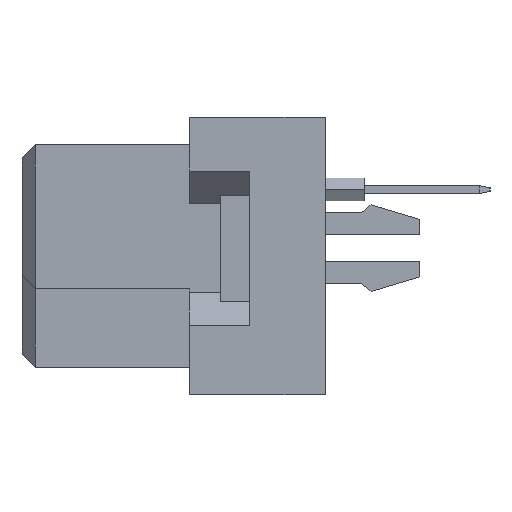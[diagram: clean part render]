
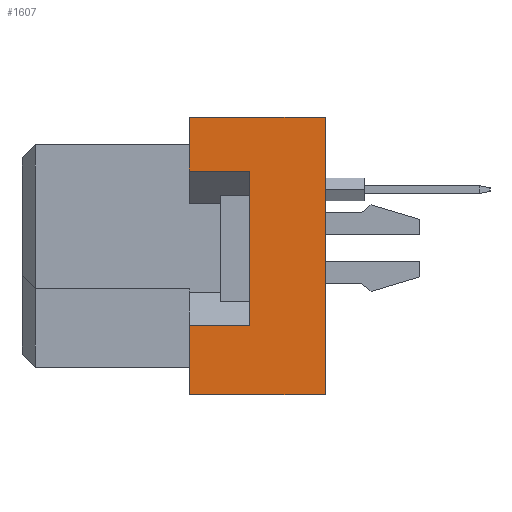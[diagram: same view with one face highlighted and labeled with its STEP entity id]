
A CAD part, left-side view. The second image highlights one B-rep face of the part: STEP entity #1607.
In plain terms, the highlighted planar face has unit normal (-1, 0, 0).
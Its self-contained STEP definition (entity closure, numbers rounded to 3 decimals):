
#38 = CARTESIAN_POINT ( 'NONE',  ( -47.5, -8.7, -2.65 ) ) ;
#633 = PLANE ( 'NONE',  #31360 ) ;
#1257 = VECTOR ( 'NONE', #12471, 1000. ) ;
#1399 = CARTESIAN_POINT ( 'NONE',  ( -47.5, -11.6, -5.3 ) ) ;
#1461 = EDGE_CURVE ( 'NONE', #25531, #6244, #9466, .T. ) ;
#1541 = CARTESIAN_POINT ( 'NONE',  ( -47.5, -6.4, -5.3 ) ) ;
#1607 = ADVANCED_FACE ( 'NONE', ( #24884 ), #633, .T. ) ;
#2799 = LINE ( 'NONE', #15032, #29287 ) ;
#3266 = ORIENTED_EDGE ( 'NONE', *, *, #6825, .F. ) ;
#4024 = VECTOR ( 'NONE', #35210, 1000. ) ;
#4039 = DIRECTION ( 'NONE',  ( -1., 0., 0. ) ) ;
#4530 = DIRECTION ( 'NONE',  ( 0., 0., 1. ) ) ;
#4748 = CARTESIAN_POINT ( 'NONE',  ( -47.5, -6.4, -5.3 ) ) ;
#5286 = VERTEX_POINT ( 'NONE', #10652 ) ;
#5585 = LINE ( 'NONE', #9389, #5872 ) ;
#5872 = VECTOR ( 'NONE', #21614, 1000. ) ;
#6244 = VERTEX_POINT ( 'NONE', #38114 ) ;
#6825 = EDGE_CURVE ( 'NONE', #25328, #33067, #26035, .T. ) ;
#6849 = VECTOR ( 'NONE', #20138, 1000. ) ;
#7253 = EDGE_CURVE ( 'NONE', #33067, #5286, #38223, .T. ) ;
#7764 = EDGE_CURVE ( 'NONE', #29506, #22647, #5585, .T. ) ;
#9389 = CARTESIAN_POINT ( 'NONE',  ( -47.5, -11.6, 5.3 ) ) ;
#9466 = LINE ( 'NONE', #38, #1257 ) ;
#10370 = VECTOR ( 'NONE', #14428, 1000. ) ;
#10574 = LINE ( 'NONE', #4748, #37530 ) ;
#10652 = CARTESIAN_POINT ( 'NONE',  ( -47.5, -6.4, 5.3 ) ) ;
#10900 = CARTESIAN_POINT ( 'NONE',  ( -47.5, -8.7, -2.65 ) ) ;
#12471 = DIRECTION ( 'NONE',  ( 0., 1., 0. ) ) ;
#13936 = EDGE_LOOP ( 'NONE', ( #34284, #16097, #30873, #36215, #22021, #33852, #3266, #37099 ) ) ;
#14428 = DIRECTION ( 'NONE',  ( 0., 1., 0. ) ) ;
#14878 = LINE ( 'NONE', #29164, #6849 ) ;
#15032 = CARTESIAN_POINT ( 'NONE',  ( -47.5, -11.6, -5.3 ) ) ;
#15787 = CARTESIAN_POINT ( 'NONE',  ( -47.5, -6.4, 3.25 ) ) ;
#16097 = ORIENTED_EDGE ( 'NONE', *, *, #38423, .F. ) ;
#18669 = EDGE_CURVE ( 'NONE', #25531, #25328, #25394, .T. ) ;
#19586 = CARTESIAN_POINT ( 'NONE',  ( -47.5, -8.7, -2.65 ) ) ;
#20138 = DIRECTION ( 'NONE',  ( 0., 1., 0. ) ) ;
#21614 = DIRECTION ( 'NONE',  ( 0., 0., 1. ) ) ;
#22021 = ORIENTED_EDGE ( 'NONE', *, *, #30485, .T. ) ;
#22647 = VERTEX_POINT ( 'NONE', #24514 ) ;
#24406 = VECTOR ( 'NONE', #4530, 1000. ) ;
#24514 = CARTESIAN_POINT ( 'NONE',  ( -47.5, -11.6, 5.3 ) ) ;
#24538 = VERTEX_POINT ( 'NONE', #31319 ) ;
#24884 = FACE_OUTER_BOUND ( 'NONE', #13936, .T. ) ;
#25079 = DIRECTION ( 'NONE',  ( 0., 0., 1. ) ) ;
#25328 = VERTEX_POINT ( 'NONE', #37188 ) ;
#25394 = LINE ( 'NONE', #19586, #24406 ) ;
#25531 = VERTEX_POINT ( 'NONE', #10900 ) ;
#26035 = LINE ( 'NONE', #38460, #10370 ) ;
#29164 = CARTESIAN_POINT ( 'NONE',  ( -47.5, -11.6, 5.3 ) ) ;
#29200 = DIRECTION ( 'NONE',  ( 0., 0., 1. ) ) ;
#29287 = VECTOR ( 'NONE', #39485, 1000. ) ;
#29506 = VERTEX_POINT ( 'NONE', #1399 ) ;
#30485 = EDGE_CURVE ( 'NONE', #22647, #5286, #14878, .T. ) ;
#30873 = ORIENTED_EDGE ( 'NONE', *, *, #31352, .F. ) ;
#31319 = CARTESIAN_POINT ( 'NONE',  ( -47.5, -6.4, -5.3 ) ) ;
#31352 = EDGE_CURVE ( 'NONE', #29506, #24538, #2799, .T. ) ;
#31360 = AXIS2_PLACEMENT_3D ( 'NONE', #37900, #4039, #25079 ) ;
#33067 = VERTEX_POINT ( 'NONE', #15787 ) ;
#33852 = ORIENTED_EDGE ( 'NONE', *, *, #7253, .F. ) ;
#34284 = ORIENTED_EDGE ( 'NONE', *, *, #1461, .T. ) ;
#35210 = DIRECTION ( 'NONE',  ( 0., 0., 1. ) ) ;
#36215 = ORIENTED_EDGE ( 'NONE', *, *, #7764, .T. ) ;
#37099 = ORIENTED_EDGE ( 'NONE', *, *, #18669, .F. ) ;
#37188 = CARTESIAN_POINT ( 'NONE',  ( -47.5, -8.7, 3.25 ) ) ;
#37530 = VECTOR ( 'NONE', #29200, 1000. ) ;
#37900 = CARTESIAN_POINT ( 'NONE',  ( -47.5, -11.6, 5.3 ) ) ;
#38114 = CARTESIAN_POINT ( 'NONE',  ( -47.5, -6.4, -2.65 ) ) ;
#38223 = LINE ( 'NONE', #1541, #4024 ) ;
#38423 = EDGE_CURVE ( 'NONE', #24538, #6244, #10574, .T. ) ;
#38460 = CARTESIAN_POINT ( 'NONE',  ( -47.5, -8.7, 3.25 ) ) ;
#39485 = DIRECTION ( 'NONE',  ( 0., 1., 0. ) ) ;
